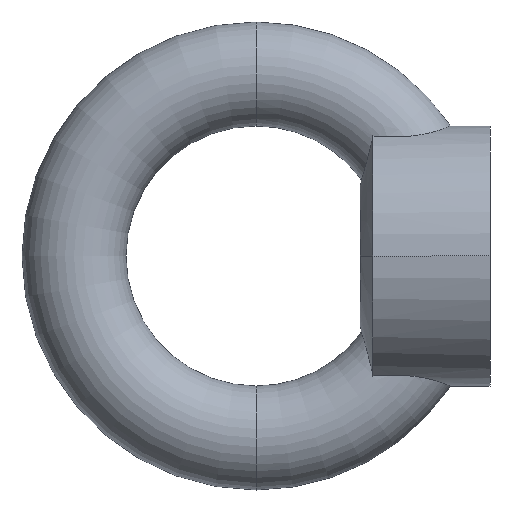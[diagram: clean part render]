
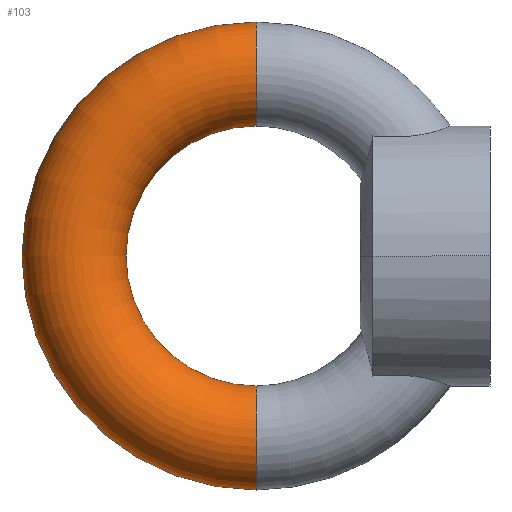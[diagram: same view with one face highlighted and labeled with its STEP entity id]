
A CAD part, left-side view. The second image highlights one B-rep face of the part: STEP entity #103.
In plain terms, the highlighted toroidal (fillet/blend) face has major radius 35 mm and minor radius 10 mm.
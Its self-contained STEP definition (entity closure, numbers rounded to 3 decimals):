
#103=ADVANCED_FACE('',(#143),#144,.T.);
#143=FACE_OUTER_BOUND('',#197,.T.);
#144=TOROIDAL_SURFACE('',#198,35.0,10.0);
#197=EDGE_LOOP('',(#294,#295,#296,#297));
#198=AXIS2_PLACEMENT_3D('',#298,#299,#300);
#294=ORIENTED_EDGE('',*,*,#421,.T.);
#295=ORIENTED_EDGE('',*,*,#440,.F.);
#296=ORIENTED_EDGE('',*,*,#422,.T.);
#297=ORIENTED_EDGE('',*,*,#441,.F.);
#298=CARTESIAN_POINT('',(0.0,45.0,0.0));
#299=DIRECTION('',(-1.0,0.0,0.0));
#300=DIRECTION('',(0.0,0.0,1.0));
#421=EDGE_CURVE('',#483,#472,#492,.T.);
#422=EDGE_CURVE('',#475,#489,#493,.T.);
#440=EDGE_CURVE('',#475,#472,#521,.T.);
#441=EDGE_CURVE('',#483,#489,#522,.T.);
#472=VERTEX_POINT('',#546);
#475=VERTEX_POINT('',#549);
#483=VERTEX_POINT('',#597);
#489=VERTEX_POINT('',#643);
#492=CIRCLE('',#646,45.0);
#493=CIRCLE('',#647,25.0);
#521=CIRCLE('',#721,10.0);
#522=CIRCLE('',#722,10.0);
#546=CARTESIAN_POINT('',(0.,45.0,-45.0));
#549=CARTESIAN_POINT('',(0.,45.0,-25.0));
#597=CARTESIAN_POINT('',(0.,45.0,45.0));
#643=CARTESIAN_POINT('',(0.,45.0,25.0));
#646=AXIS2_PLACEMENT_3D('',#808,#809,#810);
#647=AXIS2_PLACEMENT_3D('',#811,#812,#813);
#721=AXIS2_PLACEMENT_3D('',#847,#848,#849);
#722=AXIS2_PLACEMENT_3D('',#850,#851,#852);
#808=CARTESIAN_POINT('',(0.,45.0,0.0));
#809=DIRECTION('',(-1.0,0.0,0.0));
#810=DIRECTION('',(0.0,-0.0,1.0));
#811=CARTESIAN_POINT('',(0.,45.0,0.0));
#812=DIRECTION('',(1.0,0.0,-0.0));
#813=DIRECTION('',(0.0,0.0,1.0));
#847=CARTESIAN_POINT('',(0.0,45.0,-35.0));
#848=DIRECTION('',(0.0,-1.0,0.));
#849=DIRECTION('',(0.0,0.,-1.0));
#850=CARTESIAN_POINT('',(0.0,45.0,35.0));
#851=DIRECTION('',(-0.0,-1.0,0.));
#852=DIRECTION('',(0.0,0.,1.0));
